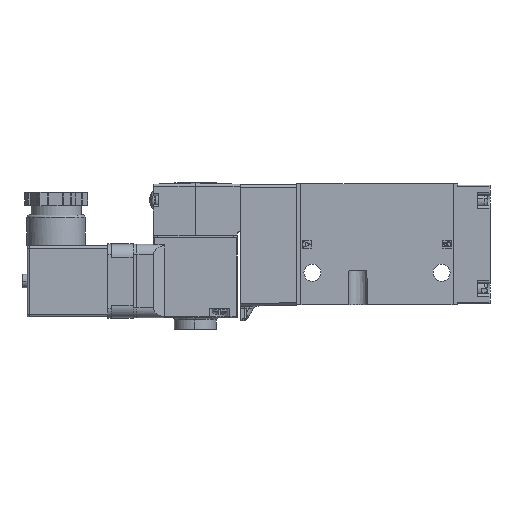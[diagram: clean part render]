
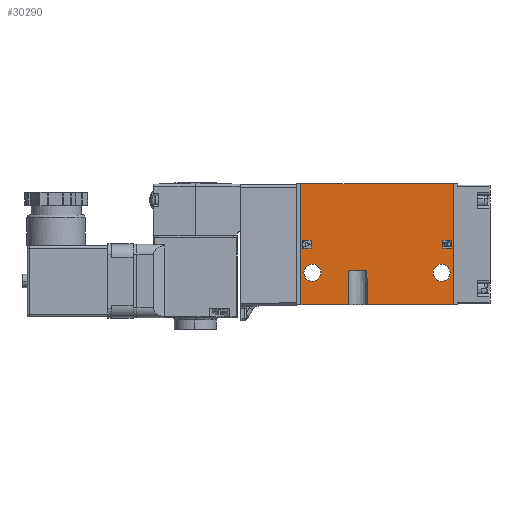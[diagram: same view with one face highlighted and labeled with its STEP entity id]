
A CAD part, left-side view. The second image highlights one B-rep face of the part: STEP entity #30290.
In plain terms, the highlighted planar face has unit normal (-1, 0, 0).
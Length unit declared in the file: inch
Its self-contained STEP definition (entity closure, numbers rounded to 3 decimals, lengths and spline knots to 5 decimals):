
#5807=DIRECTION('',(0.,1.,0.));
#5808=VECTOR('',#5807,0.73425);
#5809=CARTESIAN_POINT('',(-0.09843,1.69291,0.));
#5810=LINE('',#5809,#5808);
#5829=DIRECTION('',(0.,1.,0.));
#5830=VECTOR('',#5829,1.3248);
#5831=CARTESIAN_POINT('',(-0.09843,0.07283,0.));
#5832=LINE('',#5831,#5830);
#8283=DIRECTION('',(0.,1.,0.));
#8284=VECTOR('',#8283,2.35433);
#8285=CARTESIAN_POINT('',(-0.09843,0.07283,
1.8752));
#8286=LINE('',#8285,#8284);
#8287=DIRECTION('',(0.,0.,1.));
#8288=VECTOR('',#8287,1.8752);
#8289=CARTESIAN_POINT('',(-0.09843,0.07283,0.));
#8290=LINE('',#8289,#8288);
#8291=DIRECTION('',(0.,-0.017,-1.));
#8292=VECTOR('',#8291,0.53551);
#8293=CARTESIAN_POINT('',(-0.09843,1.40698,
0.53543));
#8294=LINE('',#8293,#8292);
#8295=DIRECTION('',(0.,-1.,0.));
#8296=VECTOR('',#8295,0.27658);
#8297=CARTESIAN_POINT('',(-0.09843,1.68357,
0.53543));
#8298=LINE('',#8297,#8296);
#8299=DIRECTION('',(0.,-0.017,1.));
#8300=VECTOR('',#8299,0.53551);
#8301=CARTESIAN_POINT('',(-0.09843,1.69291,0.));
#8302=LINE('',#8301,#8300);
#8303=DIRECTION('',(0.,0.,1.));
#8304=VECTOR('',#8303,0.11811);
#8305=CARTESIAN_POINT('',(-0.09843,2.40748,
0.8813));
#8306=LINE('',#8305,#8304);
#8307=DIRECTION('',(0.,1.,0.));
#8308=VECTOR('',#8307,0.1378);
#8309=CARTESIAN_POINT('',(-0.09843,2.26969,
0.8813));
#8310=LINE('',#8309,#8308);
#8311=DIRECTION('',(0.,0.,-1.));
#8312=VECTOR('',#8311,0.11811);
#8313=CARTESIAN_POINT('',(-0.09843,2.26969,
0.99941));
#8314=LINE('',#8313,#8312);
#8315=DIRECTION('',(0.,-1.,0.));
#8316=VECTOR('',#8315,0.1378);
#8317=CARTESIAN_POINT('',(-0.09843,2.40748,
0.99941));
#8318=LINE('',#8317,#8316);
#8319=DIRECTION('',(0.,0.,1.));
#8320=VECTOR('',#8319,0.11811);
#8321=CARTESIAN_POINT('',(-0.09843,0.23031,
0.8813));
#8322=LINE('',#8321,#8320);
#8323=DIRECTION('',(0.,1.,0.));
#8324=VECTOR('',#8323,0.1378);
#8325=CARTESIAN_POINT('',(-0.09843,0.09252,
0.8813));
#8326=LINE('',#8325,#8324);
#8327=DIRECTION('',(0.,0.,-1.));
#8328=VECTOR('',#8327,0.11811);
#8329=CARTESIAN_POINT('',(-0.09843,0.09252,
0.99941));
#8330=LINE('',#8329,#8328);
#8331=DIRECTION('',(0.,-1.,0.));
#8332=VECTOR('',#8331,0.1378);
#8333=CARTESIAN_POINT('',(-0.09843,0.23031,
0.99941));
#8334=LINE('',#8333,#8332);
#8335=CARTESIAN_POINT('',(-0.09843,2.25,0.5));
#8336=DIRECTION('',(1.,0.,0.));
#8337=DIRECTION('',(0.,0.,-1.));
#8338=AXIS2_PLACEMENT_3D('',#8335,#8336,#8337);
#8340=CARTESIAN_POINT('',(-0.09843,2.25,0.5));
#8341=DIRECTION('',(1.,0.,0.));
#8342=DIRECTION('',(0.,0.,1.));
#8343=AXIS2_PLACEMENT_3D('',#8340,#8341,#8342);
#8345=CARTESIAN_POINT('',(-0.09843,0.25,0.5));
#8346=DIRECTION('',(1.,0.,0.));
#8347=DIRECTION('',(0.,0.,-1.));
#8348=AXIS2_PLACEMENT_3D('',#8345,#8346,#8347);
#8350=CARTESIAN_POINT('',(-0.09843,0.25,0.5));
#8351=DIRECTION('',(1.,0.,0.));
#8352=DIRECTION('',(0.,0.,1.));
#8353=AXIS2_PLACEMENT_3D('',#8350,#8351,#8352);
#8359=DIRECTION('',(0.,0.,1.));
#8360=VECTOR('',#8359,1.8752);
#8361=CARTESIAN_POINT('',(-0.09843,2.42717,0.));
#8362=LINE('',#8361,#8360);
#15948=CARTESIAN_POINT('',(-0.09843,1.68357,
0.53543));
#15950=VERTEX_POINT('',#15948);
#15951=CARTESIAN_POINT('',(-0.09843,1.40698,
0.53543));
#15953=VERTEX_POINT('',#15951);
#16069=CARTESIAN_POINT('',(-0.09843,2.40748,
0.99941));
#16071=VERTEX_POINT('',#16069);
#16073=CARTESIAN_POINT('',(-0.09843,0.09252,
0.8813));
#16075=VERTEX_POINT('',#16073);
#16077=CARTESIAN_POINT('',(-0.09843,0.23031,
0.8813));
#16079=VERTEX_POINT('',#16077);
#16081=CARTESIAN_POINT('',(-0.09843,0.23031,
0.99941));
#16083=VERTEX_POINT('',#16081);
#16085=CARTESIAN_POINT('',(-0.09843,0.09252,
0.99941));
#16087=VERTEX_POINT('',#16085);
#16099=CARTESIAN_POINT('',(-0.09843,2.40748,
0.8813));
#16101=VERTEX_POINT('',#16099);
#16103=CARTESIAN_POINT('',(-0.09843,2.26969,
0.99941));
#16105=VERTEX_POINT('',#16103);
#16107=CARTESIAN_POINT('',(-0.09843,2.26969,
0.8813));
#16109=VERTEX_POINT('',#16107);
#16358=CARTESIAN_POINT('',(-0.09843,2.25,0.36752));
#16359=VERTEX_POINT('',#16358);
#16372=CARTESIAN_POINT('',(-0.09843,0.25,0.63248));
#16373=CARTESIAN_POINT('',(-0.09843,0.25,0.36752));
#16374=VERTEX_POINT('',#16372);
#16375=VERTEX_POINT('',#16373);
#16378=CARTESIAN_POINT('',(-0.09843,2.25,0.63248));
#16379=VERTEX_POINT('',#16378);
#16418=CARTESIAN_POINT('',(-0.09843,2.42717,0.));
#16420=VERTEX_POINT('',#16418);
#16430=CARTESIAN_POINT('',(-0.09843,0.07283,0.));
#16431=VERTEX_POINT('',#16430);
#16432=CARTESIAN_POINT('',(-0.09843,1.39764,0.));
#16433=VERTEX_POINT('',#16432);
#16452=CARTESIAN_POINT('',(-0.09843,1.69291,0.));
#16453=VERTEX_POINT('',#16452);
#16586=CARTESIAN_POINT('',(-0.09843,2.42717,
1.8752));
#16588=VERTEX_POINT('',#16586);
#16590=CARTESIAN_POINT('',(-0.09843,0.07283,
1.8752));
#16591=VERTEX_POINT('',#16590);
#30239=CARTESIAN_POINT('',(-0.09843,0.07283,
1.8752));
#30240=DIRECTION('',(1.,0.,0.));
#30241=DIRECTION('',(0.,0.,-1.));
#30242=AXIS2_PLACEMENT_3D('',#30239,#30240,#30241);
#30243=PLANE('',#30242);
#30244=ORIENTED_EDGE('',*,*,#25715,.T.);
#30246=ORIENTED_EDGE('',*,*,#30245,.T.);
#30247=ORIENTED_EDGE('',*,*,#25837,.F.);
#30248=ORIENTED_EDGE('',*,*,#30232,.F.);
#30249=ORIENTED_EDGE('',*,*,#25725,.T.);
#30251=ORIENTED_EDGE('',*,*,#30250,.F.);
#30253=ORIENTED_EDGE('',*,*,#30252,.F.);
#30255=ORIENTED_EDGE('',*,*,#30254,.F.);
#30256=EDGE_LOOP('',(#30244,#30246,#30247,#30248,#30249,#30251,#30253,#30255));
#30257=FACE_OUTER_BOUND('',#30256,.F.);
#30259=ORIENTED_EDGE('',*,*,#30258,.F.);
#30261=ORIENTED_EDGE('',*,*,#30260,.F.);
#30263=ORIENTED_EDGE('',*,*,#30262,.F.);
#30265=ORIENTED_EDGE('',*,*,#30264,.F.);
#30266=EDGE_LOOP('',(#30259,#30261,#30263,#30265));
#30267=FACE_BOUND('',#30266,.F.);
#30269=ORIENTED_EDGE('',*,*,#30268,.F.);
#30271=ORIENTED_EDGE('',*,*,#30270,.F.);
#30273=ORIENTED_EDGE('',*,*,#30272,.F.);
#30275=ORIENTED_EDGE('',*,*,#30274,.F.);
#30276=EDGE_LOOP('',(#30269,#30271,#30273,#30275));
#30277=FACE_BOUND('',#30276,.F.);
#30279=ORIENTED_EDGE('',*,*,#30278,.F.);
#30281=ORIENTED_EDGE('',*,*,#30280,.F.);
#30282=EDGE_LOOP('',(#30279,#30281));
#30283=FACE_BOUND('',#30282,.F.);
#30285=ORIENTED_EDGE('',*,*,#30284,.F.);
#30287=ORIENTED_EDGE('',*,*,#30286,.F.);
#30288=EDGE_LOOP('',(#30285,#30287));
#30289=FACE_BOUND('',#30288,.F.);
#30290=ADVANCED_FACE('',(#30257,#30267,#30277,#30283,#30289),#30243,.F.);
#8339=CIRCLE('',#8338,0.13248);
#8344=CIRCLE('',#8343,0.13248);
#8349=CIRCLE('',#8348,0.13248);
#8354=CIRCLE('',#8353,0.13248);
#25715=EDGE_CURVE('',#16453,#16420,#5810,.T.);
#25725=EDGE_CURVE('',#16431,#16433,#5832,.T.);
#25837=EDGE_CURVE('',#16591,#16588,#8286,.T.);
#30232=EDGE_CURVE('',#16431,#16591,#8290,.T.);
#30245=EDGE_CURVE('',#16420,#16588,#8362,.T.);
#30250=EDGE_CURVE('',#15953,#16433,#8294,.T.);
#30252=EDGE_CURVE('',#15950,#15953,#8298,.T.);
#30254=EDGE_CURVE('',#16453,#15950,#8302,.T.);
#30258=EDGE_CURVE('',#16101,#16071,#8306,.T.);
#30260=EDGE_CURVE('',#16109,#16101,#8310,.T.);
#30262=EDGE_CURVE('',#16105,#16109,#8314,.T.);
#30264=EDGE_CURVE('',#16071,#16105,#8318,.T.);
#30268=EDGE_CURVE('',#16079,#16083,#8322,.T.);
#30270=EDGE_CURVE('',#16075,#16079,#8326,.T.);
#30272=EDGE_CURVE('',#16087,#16075,#8330,.T.);
#30274=EDGE_CURVE('',#16083,#16087,#8334,.T.);
#30278=EDGE_CURVE('',#16359,#16379,#8339,.T.);
#30280=EDGE_CURVE('',#16379,#16359,#8344,.T.);
#30284=EDGE_CURVE('',#16375,#16374,#8349,.T.);
#30286=EDGE_CURVE('',#16374,#16375,#8354,.T.);
